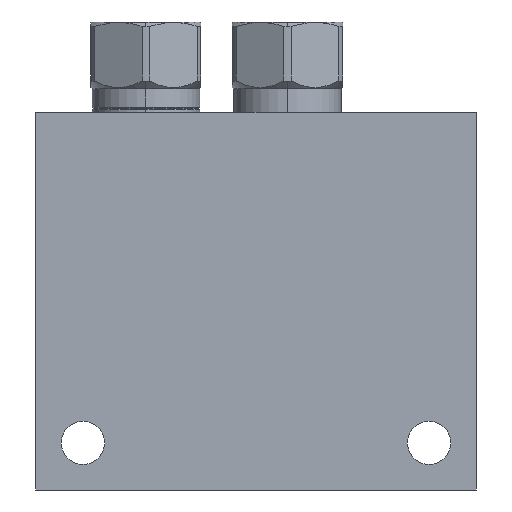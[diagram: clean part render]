
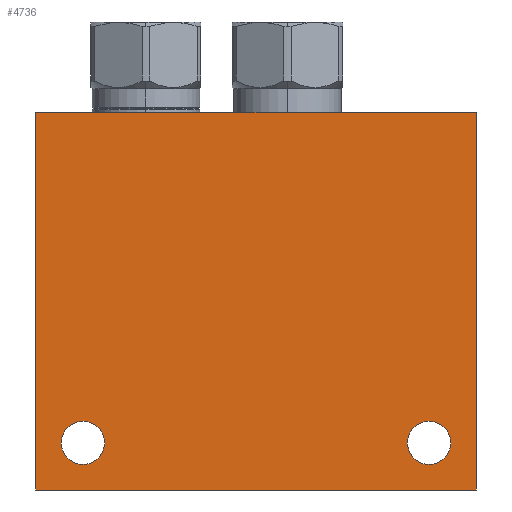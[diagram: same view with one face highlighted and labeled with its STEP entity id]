
A CAD part, front view. The second image highlights one B-rep face of the part: STEP entity #4736.
In plain terms, the highlighted planar face has unit normal (0, -1, 0).
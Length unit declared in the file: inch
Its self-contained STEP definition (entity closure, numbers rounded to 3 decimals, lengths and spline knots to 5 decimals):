
#5=DIRECTION('',(1.,0.,0.));
#6=VECTOR('',#5,3.5);
#7=CARTESIAN_POINT('',(0.,-3.,0.));
#8=LINE('',#7,#6);
#75=DIRECTION('',(0.,0.,1.));
#76=VECTOR('',#75,3.);
#77=CARTESIAN_POINT('',(3.5,-3.,0.));
#78=LINE('',#77,#76);
#119=DIRECTION('',(0.,0.,1.));
#120=VECTOR('',#119,3.);
#121=CARTESIAN_POINT('',(0.,-3.,0.));
#122=LINE('',#121,#120);
#123=CARTESIAN_POINT('',(0.375,-3.,0.375));
#124=DIRECTION('',(0.,1.,0.));
#125=DIRECTION('',(0.,0.,-1.));
#126=AXIS2_PLACEMENT_3D('',#123,#124,#125);
#128=CARTESIAN_POINT('',(0.375,-3.,0.375));
#129=DIRECTION('',(0.,1.,0.));
#130=DIRECTION('',(0.,0.,1.));
#131=AXIS2_PLACEMENT_3D('',#128,#129,#130);
#133=CARTESIAN_POINT('',(3.125,-3.,0.375));
#134=DIRECTION('',(0.,1.,0.));
#135=DIRECTION('',(0.,0.,-1.));
#136=AXIS2_PLACEMENT_3D('',#133,#134,#135);
#138=CARTESIAN_POINT('',(3.125,-3.,0.375));
#139=DIRECTION('',(0.,1.,0.));
#140=DIRECTION('',(0.,0.,1.));
#141=AXIS2_PLACEMENT_3D('',#138,#139,#140);
#155=DIRECTION('',(1.,0.,0.));
#156=VECTOR('',#155,3.5);
#157=CARTESIAN_POINT('',(0.,-3.,3.));
#158=LINE('',#157,#156);
#4035=CARTESIAN_POINT('',(0.,-3.,0.));
#4037=VERTEX_POINT('',#4035);
#4038=CARTESIAN_POINT('',(3.5,-3.,0.));
#4039=VERTEX_POINT('',#4038);
#4043=CARTESIAN_POINT('',(0.,-3.,3.));
#4045=VERTEX_POINT('',#4043);
#4046=CARTESIAN_POINT('',(3.5,-3.,3.));
#4047=VERTEX_POINT('',#4046);
#4533=CARTESIAN_POINT('',(0.375,-3.,0.203));
#4534=CARTESIAN_POINT('',(0.375,-3.,0.547));
#4535=VERTEX_POINT('',#4533);
#4536=VERTEX_POINT('',#4534);
#4545=CARTESIAN_POINT('',(3.125,-3.,0.203));
#4546=CARTESIAN_POINT('',(3.125,-3.,0.547));
#4547=VERTEX_POINT('',#4545);
#4548=VERTEX_POINT('',#4546);
#4712=CARTESIAN_POINT('',(0.,-3.,0.));
#4713=DIRECTION('',(0.,-1.,0.));
#4714=DIRECTION('',(1.,0.,0.));
#4715=AXIS2_PLACEMENT_3D('',#4712,#4713,#4714);
#4716=PLANE('',#4715);
#4717=ORIENTED_EDGE('',*,*,#4606,.F.);
#4718=ORIENTED_EDGE('',*,*,#4631,.T.);
#4720=ORIENTED_EDGE('',*,*,#4719,.T.);
#4721=ORIENTED_EDGE('',*,*,#4680,.F.);
#4722=EDGE_LOOP('',(#4717,#4718,#4720,#4721));
#4723=FACE_OUTER_BOUND('',#4722,.F.);
#4725=ORIENTED_EDGE('',*,*,#4724,.F.);
#4727=ORIENTED_EDGE('',*,*,#4726,.F.);
#4728=EDGE_LOOP('',(#4725,#4727));
#4729=FACE_BOUND('',#4728,.F.);
#4731=ORIENTED_EDGE('',*,*,#4730,.F.);
#4733=ORIENTED_EDGE('',*,*,#4732,.F.);
#4734=EDGE_LOOP('',(#4731,#4733));
#4735=FACE_BOUND('',#4734,.F.);
#4736=ADVANCED_FACE('',(#4723,#4729,#4735),#4716,.T.);
#127=CIRCLE('',#126,0.172);
#132=CIRCLE('',#131,0.172);
#137=CIRCLE('',#136,0.172);
#142=CIRCLE('',#141,0.172);
#4606=EDGE_CURVE('',#4037,#4039,#8,.T.);
#4631=EDGE_CURVE('',#4037,#4045,#122,.T.);
#4680=EDGE_CURVE('',#4039,#4047,#78,.T.);
#4719=EDGE_CURVE('',#4045,#4047,#158,.T.);
#4724=EDGE_CURVE('',#4535,#4536,#127,.T.);
#4726=EDGE_CURVE('',#4536,#4535,#132,.T.);
#4730=EDGE_CURVE('',#4547,#4548,#137,.T.);
#4732=EDGE_CURVE('',#4548,#4547,#142,.T.);
